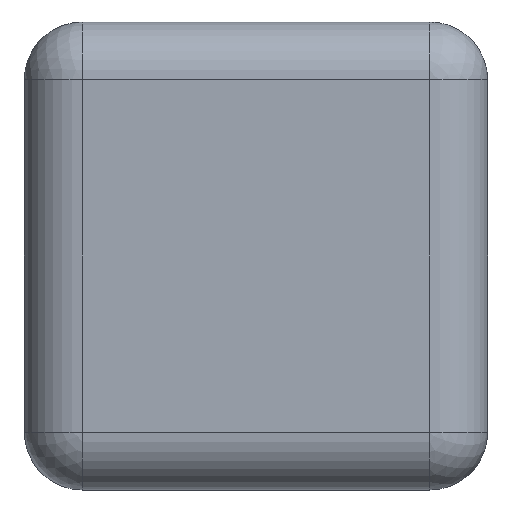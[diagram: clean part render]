
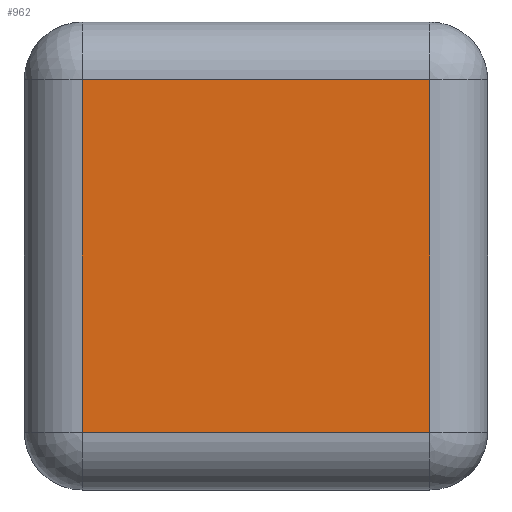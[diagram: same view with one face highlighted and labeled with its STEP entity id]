
A CAD part, left-side view. The second image highlights one B-rep face of the part: STEP entity #962.
In plain terms, the highlighted planar face has unit normal (-1, 0, 0).
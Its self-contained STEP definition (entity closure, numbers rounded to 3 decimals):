
#36=PLANE('',#1104);
#84=LINE('',#1634,#156);
#85=LINE('',#1643,#157);
#97=LINE('',#1679,#169);
#102=LINE('',#1686,#174);
#156=VECTOR('',#1330,10.);
#157=VECTOR('',#1341,10.);
#169=VECTOR('',#1379,10.);
#174=VECTOR('',#1388,10.);
#278=FACE_OUTER_BOUND('',#344,.T.);
#344=EDGE_LOOP('',(#849,#850,#851,#852));
#462=VERTEX_POINT('',#1592);
#476=VERTEX_POINT('',#1629);
#477=VERTEX_POINT('',#1636);
#488=VERTEX_POINT('',#1672);
#581=EDGE_CURVE('',#462,#476,#84,.T.);
#585=EDGE_CURVE('',#477,#462,#85,.T.);
#604=EDGE_CURVE('',#488,#477,#97,.T.);
#609=EDGE_CURVE('',#476,#488,#102,.T.);
#849=ORIENTED_EDGE('',*,*,#581,.F.);
#850=ORIENTED_EDGE('',*,*,#585,.F.);
#851=ORIENTED_EDGE('',*,*,#604,.F.);
#852=ORIENTED_EDGE('',*,*,#609,.F.);
#962=ADVANCED_FACE('',(#278),#36,.T.);
#1104=AXIS2_PLACEMENT_3D('',#1705,#1415,#1416);
#1330=DIRECTION('',(0.,0.,1.));
#1341=DIRECTION('',(0.,1.,0.));
#1379=DIRECTION('',(0.,0.,-1.));
#1388=DIRECTION('',(0.,-1.,0.));
#1415=DIRECTION('center_axis',(-1.,0.,0.));
#1416=DIRECTION('ref_axis',(0.,-1.,0.));
#1592=CARTESIAN_POINT('',(-0.2,0.075,0.025));
#1629=CARTESIAN_POINT('',(-0.2,0.075,0.177));
#1634=CARTESIAN_POINT('',(-0.2,0.075,0.));
#1636=CARTESIAN_POINT('',(-0.2,-0.075,0.025));
#1643=CARTESIAN_POINT('',(-0.2,0.05,0.025));
#1672=CARTESIAN_POINT('',(-0.2,-0.075,0.177));
#1679=CARTESIAN_POINT('',(-0.2,-0.075,0.));
#1686=CARTESIAN_POINT('',(-0.2,0.05,0.177));
#1705=CARTESIAN_POINT('Origin',(-0.2,0.1,0.));
